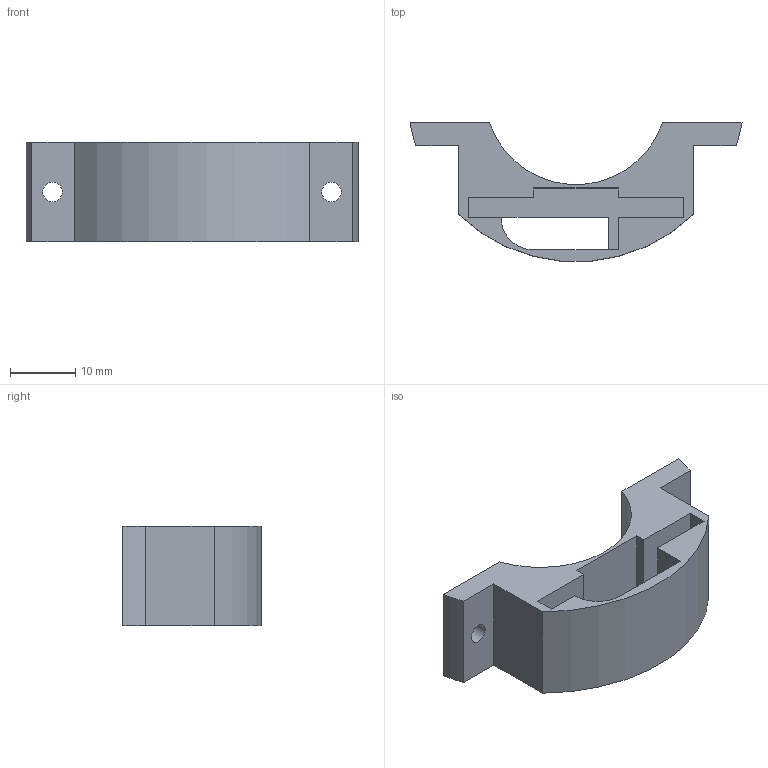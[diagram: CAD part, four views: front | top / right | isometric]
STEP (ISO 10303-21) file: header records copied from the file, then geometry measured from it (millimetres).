
FILE_DESCRIPTION(/* description */ (''),/* implementation_level */ '2;1');
FILE_NAME(/* name */ 'Housing v5.0 part 2.step',/* time_stamp */ '2023-07-16T19:59:08-04:00',/* author */ (''),/* organization */ (''),/* preprocessor_version */ 'ST-DEVELOPER v19.2',/* originating_system */ 'Autodesk Translation Framework v12.6.0.85',/* authorisation */ '');
FILE_SCHEMA (('AUTOMOTIVE_DESIGN { 1 0 10303 214 3 1 1 }'));
Length unit declared in the file: millimetre
Products named in the file (1): Housing v5.0 part 2
Bounding box: 50.86 x 21.23 x 15.25 mm (x, y, z)
Volume: 5409.5 mm3; surface area: 4337.9 mm2
Topology: 1 solids, 1 shells, 31 faces, 86 edges, 57 vertices
Faces by surface type: plane 23, cylinder 8
Full cylindrical faces by diameter (mm): 3 x2
Entity records: 1040 total; most frequent: CARTESIAN_POINT 175, ORIENTED_EDGE 172, DIRECTION 166, EDGE_CURVE 86, LINE 70, VECTOR 70, VERTEX_POINT 57, AXIS2_PLACEMENT_3D 48
